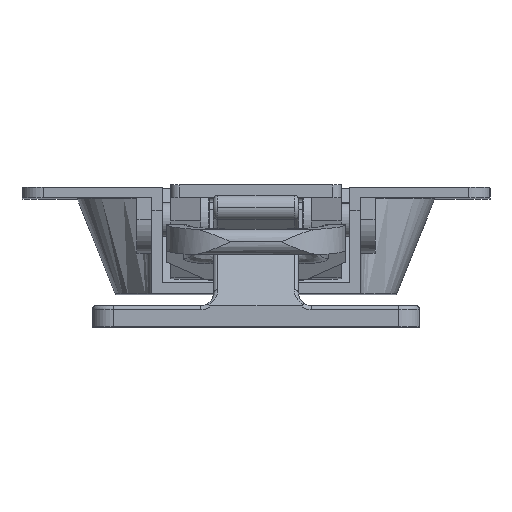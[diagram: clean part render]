
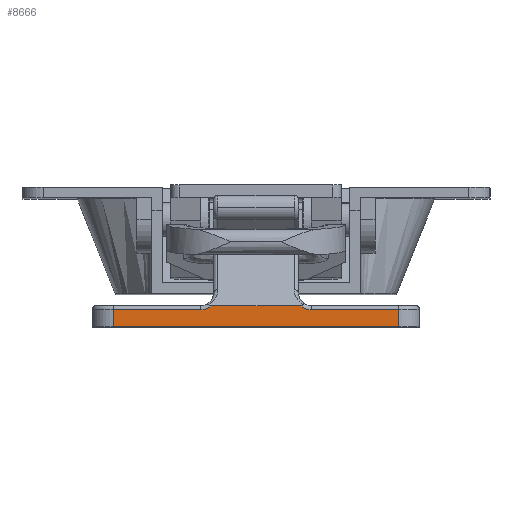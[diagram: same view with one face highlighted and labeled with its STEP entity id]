
A CAD part, top view. The second image highlights one B-rep face of the part: STEP entity #8666.
In plain terms, the highlighted face is planar.
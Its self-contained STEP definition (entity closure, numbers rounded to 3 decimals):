
#670 = LINE ( 'NONE', #15928, #16821 ) ;
#746 = CARTESIAN_POINT ( 'NONE',  ( -13., -16., 10. ) ) ;
#851 = ORIENTED_EDGE ( 'NONE', *, *, #7795, .T. ) ;
#1851 = CARTESIAN_POINT ( 'NONE',  ( -13., -15., 33.5 ) ) ;
#2953 = EDGE_CURVE ( 'NONE', #3909, #5639, #19706, .T. ) ;
#3065 = DIRECTION ( 'NONE',  ( 0., 0., -1. ) ) ;
#3357 = DIRECTION ( 'NONE',  ( 1., 0., 0. ) ) ;
#3909 = VERTEX_POINT ( 'NONE', #9715 ) ;
#3960 = CARTESIAN_POINT ( 'NONE',  ( -13., -16., 10. ) ) ;
#4821 = CARTESIAN_POINT ( 'NONE',  ( -13., -12., -13. ) ) ;
#5021 = DIRECTION ( 'NONE',  ( 0., 0., -1. ) ) ;
#5217 = VECTOR ( 'NONE', #11218, 1000. ) ;
#5304 = VERTEX_POINT ( 'NONE', #10376 ) ;
#5639 = VERTEX_POINT ( 'NONE', #16057 ) ;
#5793 = ORIENTED_EDGE ( 'NONE', *, *, #11122, .T. ) ;
#6398 = DIRECTION ( 'NONE',  ( 0., 0., -1. ) ) ;
#6493 = ORIENTED_EDGE ( 'NONE', *, *, #16696, .T. ) ;
#7533 = VERTEX_POINT ( 'NONE', #13493 ) ;
#7621 = DIRECTION ( 'NONE',  ( 1., 0., 0. ) ) ;
#7795 = EDGE_CURVE ( 'NONE', #8553, #5304, #9415, .T. ) ;
#7854 = AXIS2_PLACEMENT_3D ( 'NONE', #4821, #15767, #6398 ) ;
#8045 = VECTOR ( 'NONE', #3065, 1000. ) ;
#8339 = VECTOR ( 'NONE', #16286, 1000. ) ;
#8553 = VERTEX_POINT ( 'NONE', #15619 ) ;
#8666 = ADVANCED_FACE ( 'NONE', ( #14514 ), #12676, .F. ) ;
#8733 = EDGE_CURVE ( 'NONE', #17595, #3909, #17705, .T. ) ;
#9363 = CARTESIAN_POINT ( 'NONE',  ( -13., -15., 10. ) ) ;
#9415 = CIRCLE ( 'NONE', #7854, 4. ) ;
#9519 = CARTESIAN_POINT ( 'NONE',  ( -13., -20., 10. ) ) ;
#9671 = CARTESIAN_POINT ( 'NONE',  ( -13., -20., 10. ) ) ;
#9691 = DIRECTION ( 'NONE',  ( 0., -1., 0. ) ) ;
#9715 = CARTESIAN_POINT ( 'NONE',  ( -13., -20., 33.5 ) ) ;
#10376 = CARTESIAN_POINT ( 'NONE',  ( -13., -16., -13. ) ) ;
#10788 = VERTEX_POINT ( 'NONE', #17398 ) ;
#10807 = VECTOR ( 'NONE', #15018, 1000. ) ;
#10863 = VERTEX_POINT ( 'NONE', #15955 ) ;
#11000 = CIRCLE ( 'NONE', #16019, 4. ) ;
#11122 = EDGE_CURVE ( 'NONE', #17595, #7533, #16653, .T. ) ;
#11218 = DIRECTION ( 'NONE',  ( 0., -1., 0. ) ) ;
#11332 = ORIENTED_EDGE ( 'NONE', *, *, #15804, .T. ) ;
#11942 = ORIENTED_EDGE ( 'NONE', *, *, #8733, .F. ) ;
#12253 = EDGE_CURVE ( 'NONE', #5304, #10788, #14934, .T. ) ;
#12321 = AXIS2_PLACEMENT_3D ( 'NONE', #9519, #3357, #14292 ) ;
#12580 = ORIENTED_EDGE ( 'NONE', *, *, #12253, .T. ) ;
#12676 = PLANE ( 'NONE',  #12321 ) ;
#12726 = CARTESIAN_POINT ( 'NONE',  ( -13., -16., 33.5 ) ) ;
#12921 = ORIENTED_EDGE ( 'NONE', *, *, #14517, .T. ) ;
#13493 = CARTESIAN_POINT ( 'NONE',  ( -13., -16., 13. ) ) ;
#14292 = DIRECTION ( 'NONE',  ( 0., 0., -1. ) ) ;
#14514 = FACE_OUTER_BOUND ( 'NONE', #20226, .T. ) ;
#14517 = EDGE_CURVE ( 'NONE', #7533, #10863, #11000, .T. ) ;
#14934 = LINE ( 'NONE', #746, #10807 ) ;
#15018 = DIRECTION ( 'NONE',  ( 0., 0., -1. ) ) ;
#15554 = VECTOR ( 'NONE', #5021, 1000. ) ;
#15619 = CARTESIAN_POINT ( 'NONE',  ( -13., -15., -10.354 ) ) ;
#15767 = DIRECTION ( 'NONE',  ( 1., 0., 0. ) ) ;
#15804 = EDGE_CURVE ( 'NONE', #10863, #8553, #20044, .T. ) ;
#15928 = CARTESIAN_POINT ( 'NONE',  ( -13., -15., -33.5 ) ) ;
#15955 = CARTESIAN_POINT ( 'NONE',  ( -13., -15., 10.354 ) ) ;
#16019 = AXIS2_PLACEMENT_3D ( 'NONE', #16977, #7621, #18574 ) ;
#16057 = CARTESIAN_POINT ( 'NONE',  ( -13., -20., -33.5 ) ) ;
#16286 = DIRECTION ( 'NONE',  ( 0., 0., -1. ) ) ;
#16653 = LINE ( 'NONE', #3960, #8339 ) ;
#16696 = EDGE_CURVE ( 'NONE', #10788, #5639, #670, .T. ) ;
#16821 = VECTOR ( 'NONE', #9691, 1000. ) ;
#16977 = CARTESIAN_POINT ( 'NONE',  ( -13., -12., 13. ) ) ;
#17398 = CARTESIAN_POINT ( 'NONE',  ( -13., -16., -33.5 ) ) ;
#17595 = VERTEX_POINT ( 'NONE', #12726 ) ;
#17705 = LINE ( 'NONE', #1851, #5217 ) ;
#18574 = DIRECTION ( 'NONE',  ( 0., 0., -1. ) ) ;
#19706 = LINE ( 'NONE', #9671, #15554 ) ;
#20018 = ORIENTED_EDGE ( 'NONE', *, *, #2953, .F. ) ;
#20044 = LINE ( 'NONE', #9363, #8045 ) ;
#20226 = EDGE_LOOP ( 'NONE', ( #11332, #851, #12580, #6493, #20018, #11942, #5793, #12921 ) ) ;
